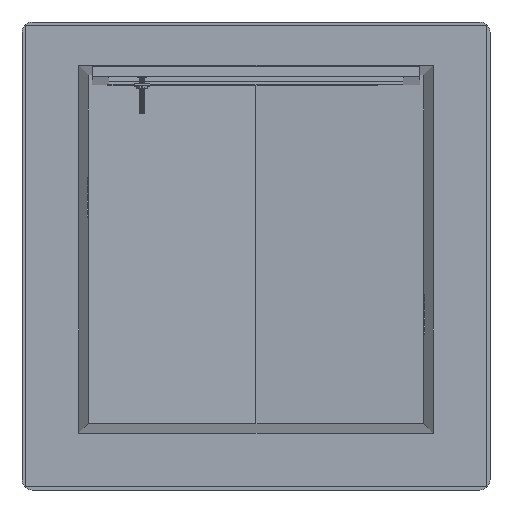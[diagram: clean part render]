
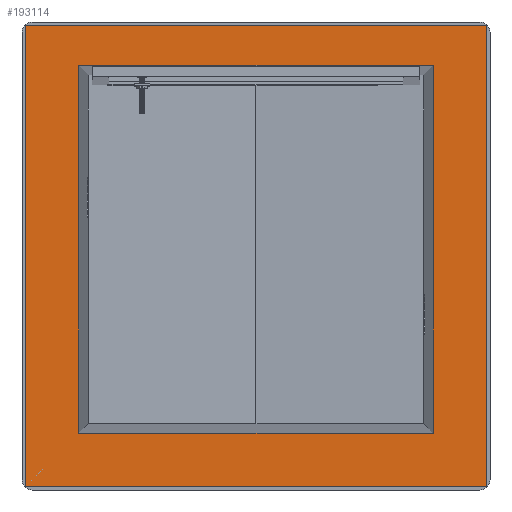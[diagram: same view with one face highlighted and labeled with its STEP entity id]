
A CAD part, front view. The second image highlights one B-rep face of the part: STEP entity #193114.
In plain terms, the highlighted planar face has unit normal (0, -1, 0).
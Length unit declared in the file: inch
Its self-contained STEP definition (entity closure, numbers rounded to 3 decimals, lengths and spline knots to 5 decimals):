
#2589 = ORIENTED_EDGE ( 'NONE', *, *, #180262, .T. ) ;
#3158 = LINE ( 'NONE', #57452, #161532 ) ;
#6851 = CARTESIAN_POINT ( 'NONE',  ( -16.75, 0.5, -17.25 ) ) ;
#8265 = CARTESIAN_POINT ( 'NONE',  ( -17.25, 0.5, 16.75 ) ) ;
#14449 = LINE ( 'NONE', #101772, #147518 ) ;
#17160 = FACE_BOUND ( 'NONE', #19901, .T. ) ;
#19901 = EDGE_LOOP ( 'NONE', ( #187499, #2589, #133754, #69755 ) ) ;
#47676 = CARTESIAN_POINT ( 'NONE',  ( 17.25, 0.5, 17.25 ) ) ;
#48741 = DIRECTION ( 'NONE',  ( 1., 0., 0. ) ) ;
#49936 = ORIENTED_EDGE ( 'NONE', *, *, #69568, .T. ) ;
#57452 = CARTESIAN_POINT ( 'NONE',  ( 13.25525, 0.5, 16.75 ) ) ;
#57521 = VECTOR ( 'NONE', #74192, 39.37008 ) ;
#68170 = EDGE_CURVE ( 'NONE', #238114, #162043, #76291, .T. ) ;
#69568 = EDGE_CURVE ( 'NONE', #209055, #165811, #72781, .T. ) ;
#69755 = ORIENTED_EDGE ( 'NONE', *, *, #152636, .F. ) ;
#72781 = LINE ( 'NONE', #6851, #57521 ) ;
#74192 = DIRECTION ( 'NONE',  ( 1., 0., 0. ) ) ;
#75363 = DIRECTION ( 'NONE',  ( 0., -1., 0. ) ) ;
#75908 = VECTOR ( 'NONE', #228361, 39.37008 ) ;
#76143 = VERTEX_POINT ( 'NONE', #167410 ) ;
#76291 = LINE ( 'NONE', #275558, #184648 ) ;
#87822 = VERTEX_POINT ( 'NONE', #236950 ) ;
#101772 = CARTESIAN_POINT ( 'NONE',  ( -16.75, 0.5, 17.25 ) ) ;
#102951 = AXIS2_PLACEMENT_3D ( 'NONE', #220607, #75363, #119679 ) ;
#103274 = EDGE_CURVE ( 'NONE', #87822, #209055, #207419, .T. ) ;
#107325 = FACE_OUTER_BOUND ( 'NONE', #224597, .T. ) ;
#108308 = VERTEX_POINT ( 'NONE', #47676 ) ;
#112826 = ORIENTED_EDGE ( 'NONE', *, *, #181036, .F. ) ;
#113572 = CARTESIAN_POINT ( 'NONE',  ( -13.25525, 0.5, 16.75 ) ) ;
#114227 = CARTESIAN_POINT ( 'NONE',  ( -17.25, 0.5, -17.25 ) ) ;
#115669 = DIRECTION ( 'NONE',  ( 0., 0., -1. ) ) ;
#117721 = DIRECTION ( 'NONE',  ( 1., 0., 0. ) ) ;
#119679 = DIRECTION ( 'NONE',  ( 0., 0., -1. ) ) ;
#119824 = CARTESIAN_POINT ( 'NONE',  ( 13.25525, 0.5, -13.25525 ) ) ;
#121545 = CARTESIAN_POINT ( 'NONE',  ( 13.25525, 0.5, 14.2555 ) ) ;
#125518 = CARTESIAN_POINT ( 'NONE',  ( -13.25525, 0.5, -13.25525 ) ) ;
#126828 = VERTEX_POINT ( 'NONE', #121545 ) ;
#133142 = ORIENTED_EDGE ( 'NONE', *, *, #234090, .F. ) ;
#133754 = ORIENTED_EDGE ( 'NONE', *, *, #68170, .F. ) ;
#147518 = VECTOR ( 'NONE', #117721, 39.37008 ) ;
#152636 = EDGE_CURVE ( 'NONE', #76143, #238114, #222690, .T. ) ;
#160544 = VECTOR ( 'NONE', #199672, 39.37008 ) ;
#161265 = CARTESIAN_POINT ( 'NONE',  ( 17.25, 0.5, -17.25 ) ) ;
#161532 = VECTOR ( 'NONE', #205143, 39.37008 ) ;
#162043 = VERTEX_POINT ( 'NONE', #119824 ) ;
#165811 = VERTEX_POINT ( 'NONE', #161265 ) ;
#166533 = DIRECTION ( 'NONE',  ( 1., 0., 0. ) ) ;
#167410 = CARTESIAN_POINT ( 'NONE',  ( -13.25525, 0.5, 14.2555 ) ) ;
#176472 = CARTESIAN_POINT ( 'NONE',  ( -16.75, 0.5, 14.2555 ) ) ;
#180262 = EDGE_CURVE ( 'NONE', #126828, #162043, #3158, .T. ) ;
#181036 = EDGE_CURVE ( 'NONE', #87822, #108308, #14449, .T. ) ;
#184648 = VECTOR ( 'NONE', #166533, 39.37008 ) ;
#187499 = ORIENTED_EDGE ( 'NONE', *, *, #190776, .T. ) ;
#190776 = EDGE_CURVE ( 'NONE', #76143, #126828, #219466, .T. ) ;
#193114 = ADVANCED_FACE ( 'NONE', ( #107325, #17160 ), #282410, .T. ) ;
#199672 = DIRECTION ( 'NONE',  ( 0., 0., -1. ) ) ;
#201471 = VECTOR ( 'NONE', #115669, 39.37008 ) ;
#205143 = DIRECTION ( 'NONE',  ( 0., 0., -1. ) ) ;
#205307 = CARTESIAN_POINT ( 'NONE',  ( 17.25, 0.5, 16.75 ) ) ;
#207419 = LINE ( 'NONE', #8265, #201471 ) ;
#209055 = VERTEX_POINT ( 'NONE', #114227 ) ;
#219466 = LINE ( 'NONE', #176472, #276108 ) ;
#220607 = CARTESIAN_POINT ( 'NONE',  ( -16.75, 0.5, 16.75 ) ) ;
#222690 = LINE ( 'NONE', #113572, #160544 ) ;
#224597 = EDGE_LOOP ( 'NONE', ( #257698, #49936, #133142, #112826 ) ) ;
#228361 = DIRECTION ( 'NONE',  ( 0., 0., -1. ) ) ;
#234090 = EDGE_CURVE ( 'NONE', #108308, #165811, #268554, .T. ) ;
#236950 = CARTESIAN_POINT ( 'NONE',  ( -17.25, 0.5, 17.25 ) ) ;
#238114 = VERTEX_POINT ( 'NONE', #125518 ) ;
#257698 = ORIENTED_EDGE ( 'NONE', *, *, #103274, .T. ) ;
#268554 = LINE ( 'NONE', #205307, #75908 ) ;
#275558 = CARTESIAN_POINT ( 'NONE',  ( -16.75, 0.5, -13.25525 ) ) ;
#276108 = VECTOR ( 'NONE', #48741, 39.37008 ) ;
#282410 = PLANE ( 'NONE',  #102951 ) ;
